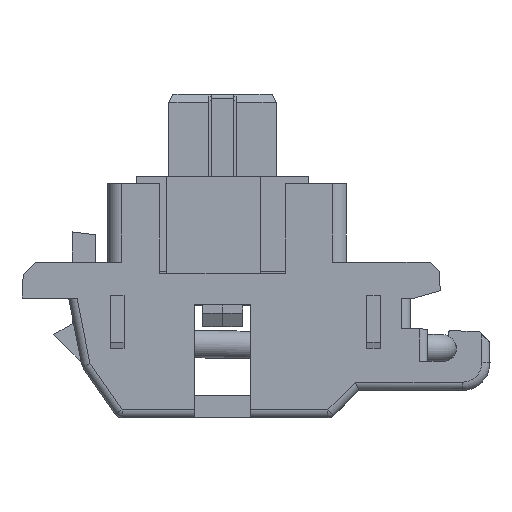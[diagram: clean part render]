
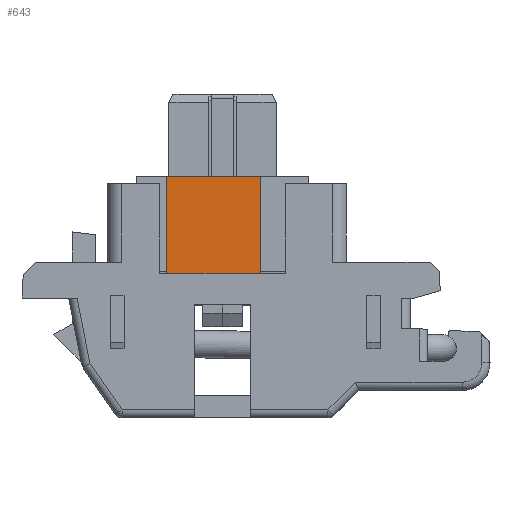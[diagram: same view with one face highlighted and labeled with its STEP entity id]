
A CAD part, left-side view. The second image highlights one B-rep face of the part: STEP entity #643.
In plain terms, the highlighted planar face has unit normal (-1, 0, 0).
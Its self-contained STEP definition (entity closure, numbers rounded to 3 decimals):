
#643=ADVANCED_FACE('',(#1598),#1160,.T.);
#1160=PLANE('',#11259);
#1598=FACE_OUTER_BOUND('',#2134,.T.);
#2134=EDGE_LOOP('',(#3440,#3441,#3442,#3443,#3444,#3445,#3446,#3447));
#3440=ORIENTED_EDGE('',*,*,#7137,.F.);
#3441=ORIENTED_EDGE('',*,*,#7228,.T.);
#3442=ORIENTED_EDGE('',*,*,#7217,.T.);
#3443=ORIENTED_EDGE('',*,*,#7174,.T.);
#3444=ORIENTED_EDGE('',*,*,#7181,.T.);
#3445=ORIENTED_EDGE('',*,*,#7208,.F.);
#3446=ORIENTED_EDGE('',*,*,#7254,.T.);
#3447=ORIENTED_EDGE('',*,*,#7237,.T.);
#5990=VERTEX_POINT('',#15444);
#5991=VERTEX_POINT('',#15446);
#6023=VERTEX_POINT('',#15526);
#6024=VERTEX_POINT('',#15528);
#6030=VERTEX_POINT('',#15542);
#6052=VERTEX_POINT('',#15605);
#6060=VERTEX_POINT('',#15623);
#6074=VERTEX_POINT('',#15665);
#7137=EDGE_CURVE('',#5990,#5991,#8680,.T.);
#7174=EDGE_CURVE('',#6024,#6023,#8707,.T.);
#7181=EDGE_CURVE('',#6023,#6030,#8713,.T.);
#7208=EDGE_CURVE('',#6052,#6030,#8732,.T.);
#7217=EDGE_CURVE('',#6060,#6024,#8740,.T.);
#7228=EDGE_CURVE('',#5990,#6060,#8751,.T.);
#7237=EDGE_CURVE('',#6074,#5991,#8758,.T.);
#7254=EDGE_CURVE('',#6052,#6074,#8774,.T.);
#8680=LINE('',#15445,#10012);
#8707=LINE('',#15527,#10039);
#8713=LINE('',#15541,#10045);
#8732=LINE('',#15604,#10064);
#8740=LINE('',#15622,#10072);
#8751=LINE('',#15642,#10083);
#8758=LINE('',#15664,#10090);
#8774=LINE('',#15694,#10106);
#10012=VECTOR('',#12390,1.);
#10039=VECTOR('',#12445,1.);
#10045=VECTOR('',#12455,1.);
#10064=VECTOR('',#12494,1.);
#10072=VECTOR('',#12506,1.);
#10083=VECTOR('',#12519,1.);
#10090=VECTOR('',#12532,1.);
#10106=VECTOR('',#12560,1.);
#11259=AXIS2_PLACEMENT_3D('',#15822,#12624,#12625);
#12390=DIRECTION('',(0.,-1.,0.));
#12445=DIRECTION('',(0.,0.,1.));
#12455=DIRECTION('',(0.,-1.,0.));
#12494=DIRECTION('',(0.,0.,1.));
#12506=DIRECTION('',(0.,-1.,-0.017));
#12519=DIRECTION('',(0.,0.,-1.));
#12532=DIRECTION('',(0.,0.,1.));
#12560=DIRECTION('',(0.,-1.,0.017));
#12624=DIRECTION('',(-1.,0.,0.));
#12625=DIRECTION('',(0.,0.,1.));
#15444=CARTESIAN_POINT('',(46.,2.025,10.05));
#15445=CARTESIAN_POINT('',(46.,0.,10.05));
#15446=CARTESIAN_POINT('',(46.,-1.375,10.05));
#15526=CARTESIAN_POINT('',(46.,0.725,5.4));
#15527=CARTESIAN_POINT('',(46.,0.725,4.729));
#15528=CARTESIAN_POINT('',(46.,0.725,5.363));
#15541=CARTESIAN_POINT('',(46.,0.,5.4));
#15542=CARTESIAN_POINT('',(46.,-0.725,5.4));
#15604=CARTESIAN_POINT('',(46.,-0.725,5.363));
#15605=CARTESIAN_POINT('',(46.,-0.725,5.363));
#15622=CARTESIAN_POINT('',(46.,1.012,5.368));
#15623=CARTESIAN_POINT('',(46.,2.025,5.385));
#15642=CARTESIAN_POINT('',(46.,2.025,5.363));
#15664=CARTESIAN_POINT('',(46.,-1.375,5.363));
#15665=CARTESIAN_POINT('',(46.,-1.375,5.374));
#15694=CARTESIAN_POINT('',(46.,1.012,5.332));
#15822=CARTESIAN_POINT('',(46.,1.012,5.363));
